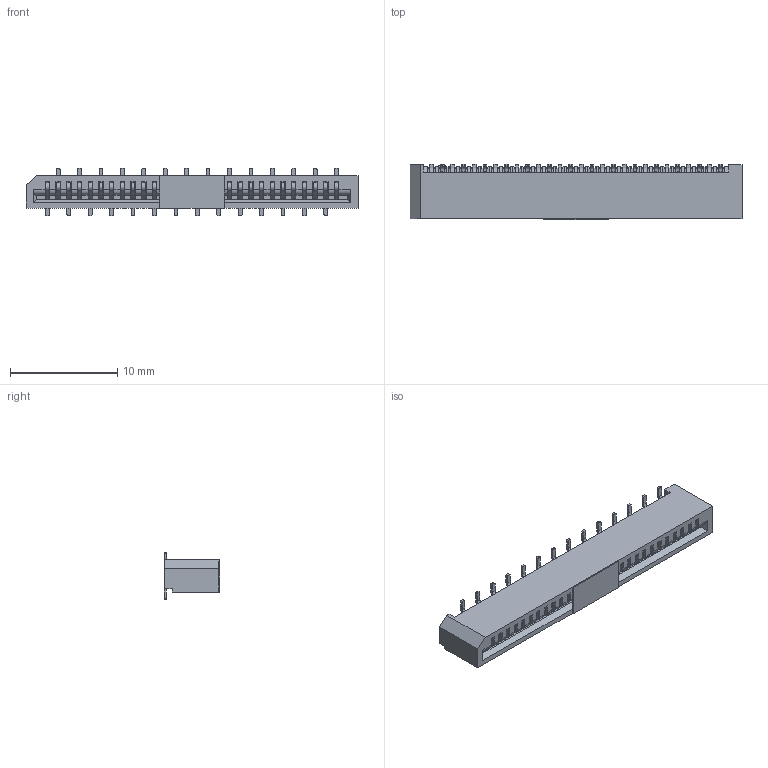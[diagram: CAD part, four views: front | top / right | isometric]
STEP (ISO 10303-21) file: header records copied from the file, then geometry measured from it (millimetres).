
FILE_DESCRIPTION(/* description */ ('Unknown'),/* implementation_level */ '2;1');
FILE_NAME(/* name */ '686128188822',/* time_stamp */ '2019-06-18T17:55:24+02:00',/* author */ ('Unknown'),/* organization */ ('Unknown'),/* preprocessor_version */ 'ST-DEVELOPER v16.7',/* originating_system */ 'DEX',/* authorisation */ $);
FILE_SCHEMA (('AUTOMOTIVE_DESIGN {1 0 10303 214 3 1 1}'));
Length unit declared in the file: millimetre
Products named in the file (5): 6861xx188822; 686128188822; 6861xx188822_Pin1; 6861xx188822_Pin2; 6861xx188822_Mylar2
Assembly tree (30 placements, depth 2):
  6861xx188822
    686128188822
    6861xx188822_Pin1  x14
    6861xx188822_Pin2  x14
    6861xx188822_Mylar2
Bounding box: 31 x 5.2 x 4.4 mm (x, y, z)
Volume: 332.9 mm3; surface area: 1410.9 mm2
Topology: 30 solids, 30 shells, 2104 faces, 6237 edges, 4138 vertices
Faces by surface type: plane 1571, cylinder 533
Entity records: 24698 total; most frequent: ORIENTED_EDGE 4466, CARTESIAN_POINT 4450, DIRECTION 3829, EDGE_CURVE 2233, LINE 2099, VECTOR 2099, VERTEX_POINT 1486, AXIS2_PLACEMENT_3D 865
